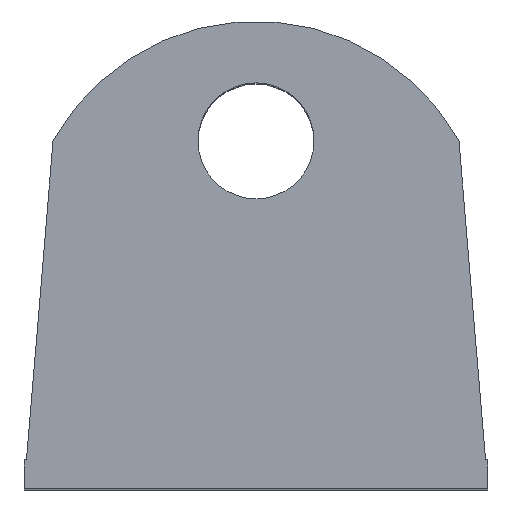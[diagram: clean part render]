
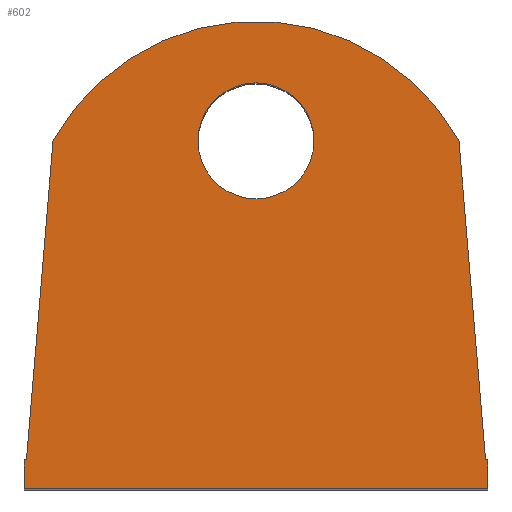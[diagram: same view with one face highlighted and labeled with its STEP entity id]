
A CAD part, top view. The second image highlights one B-rep face of the part: STEP entity #602.
In plain terms, the highlighted planar face has unit normal (0, 0, 1).
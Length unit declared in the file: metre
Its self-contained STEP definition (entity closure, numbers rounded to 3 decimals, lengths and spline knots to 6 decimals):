
#14=PLANE('',#673);
#38=CIRCLE('',#674,0.01);
#39=CIRCLE('',#675,0.04);
#72=LINE('',#993,#128);
#75=LINE('',#998,#131);
#80=LINE('',#1010,#136);
#81=LINE('',#1012,#137);
#82=LINE('',#1014,#138);
#83=LINE('',#1015,#139);
#84=LINE('',#1019,#140);
#128=VECTOR('',#807,1.);
#131=VECTOR('',#810,1.);
#136=VECTOR('',#819,1.);
#137=VECTOR('',#820,1.);
#138=VECTOR('',#821,1.);
#139=VECTOR('',#822,1.);
#140=VECTOR('',#825,1.);
#245=ORIENTED_EDGE('',*,*,#394,.F.);
#246=ORIENTED_EDGE('',*,*,#395,.T.);
#247=ORIENTED_EDGE('',*,*,#396,.T.);
#248=ORIENTED_EDGE('',*,*,#397,.F.);
#249=ORIENTED_EDGE('',*,*,#389,.F.);
#250=ORIENTED_EDGE('',*,*,#398,.T.);
#251=ORIENTED_EDGE('',*,*,#399,.T.);
#252=ORIENTED_EDGE('',*,*,#400,.F.);
#253=ORIENTED_EDGE('',*,*,#386,.F.);
#386=EDGE_CURVE('',#460,#461,#72,.T.);
#389=EDGE_CURVE('',#462,#463,#75,.T.);
#394=EDGE_CURVE('',#467,#467,#38,.T.);
#395=EDGE_CURVE('',#460,#468,#80,.T.);
#396=EDGE_CURVE('',#468,#469,#81,.T.);
#397=EDGE_CURVE('',#463,#469,#82,.T.);
#398=EDGE_CURVE('',#462,#470,#83,.T.);
#399=EDGE_CURVE('',#470,#471,#39,.T.);
#400=EDGE_CURVE('',#461,#471,#84,.T.);
#460=VERTEX_POINT('',#992);
#461=VERTEX_POINT('',#994);
#462=VERTEX_POINT('',#997);
#463=VERTEX_POINT('',#999);
#467=VERTEX_POINT('',#1009);
#468=VERTEX_POINT('',#1011);
#469=VERTEX_POINT('',#1013);
#470=VERTEX_POINT('',#1016);
#471=VERTEX_POINT('',#1018);
#511=EDGE_LOOP('',(#245));
#512=EDGE_LOOP('',(#246,#247,#248,#249,#250,#251,#252,#253));
#549=FACE_BOUND('',#511,.T.);
#550=FACE_BOUND('',#512,.T.);
#602=ADVANCED_FACE('',(#549,#550),#14,.F.);
#673=AXIS2_PLACEMENT_3D('',#1007,#815,#816);
#674=AXIS2_PLACEMENT_3D('',#1008,#817,#818);
#675=AXIS2_PLACEMENT_3D('',#1017,#823,#824);
#807=DIRECTION('',(1.,0.,0.));
#810=DIRECTION('',(1.,0.,0.));
#815=DIRECTION('',(0.,0.,-1.));
#816=DIRECTION('',(-1.,0.,0.));
#817=DIRECTION('',(0.,0.,1.));
#818=DIRECTION('',(1.,0.,0.));
#819=DIRECTION('',(0.,-1.,0.));
#820=DIRECTION('',(1.,0.,0.));
#821=DIRECTION('',(0.,-1.,0.));
#822=DIRECTION('',(-0.083,0.997,0.));
#823=DIRECTION('',(0.,0.,1.));
#824=DIRECTION('',(1.,0.,0.));
#825=DIRECTION('',(0.083,0.997,0.));
#992=CARTESIAN_POINT('',(-0.04,0.005,0.06));
#993=CARTESIAN_POINT('',(0.,0.005,0.06));
#994=CARTESIAN_POINT('',(-0.039583,0.005,0.06));
#997=CARTESIAN_POINT('',(0.039583,0.005,0.06));
#998=CARTESIAN_POINT('',(0.,0.005,0.06));
#999=CARTESIAN_POINT('',(0.04,0.005,0.06));
#1007=CARTESIAN_POINT('',(0.,0.005,0.06));
#1008=CARTESIAN_POINT('',(0.,0.06,0.06));
#1009=CARTESIAN_POINT('',(0.01,0.06,0.06));
#1010=CARTESIAN_POINT('',(-0.04,0.005,0.06));
#1011=CARTESIAN_POINT('',(-0.04,0.,0.06));
#1012=CARTESIAN_POINT('',(0.,0.,0.06));
#1013=CARTESIAN_POINT('',(0.04,0.,0.06));
#1014=CARTESIAN_POINT('',(0.04,0.005,0.06));
#1015=CARTESIAN_POINT('',(0.0375,0.03,0.06));
#1016=CARTESIAN_POINT('',(0.035,0.06,0.06));
#1017=CARTESIAN_POINT('',(0.,0.040635,0.06));
#1018=CARTESIAN_POINT('',(-0.035,0.06,0.06));
#1019=CARTESIAN_POINT('',(-0.0375,0.03,0.06));
